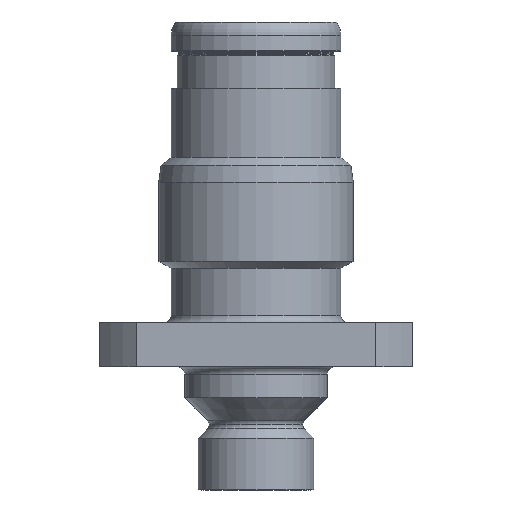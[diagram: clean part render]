
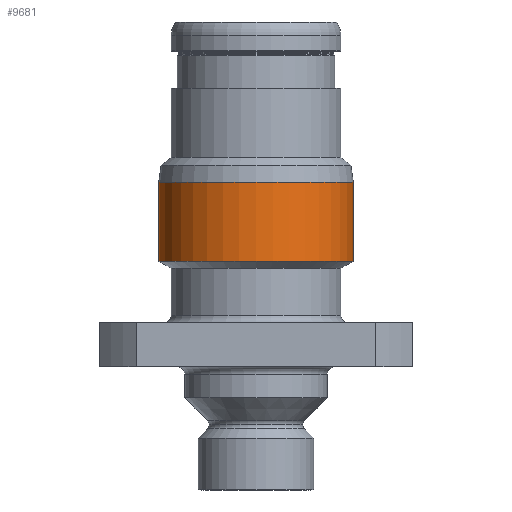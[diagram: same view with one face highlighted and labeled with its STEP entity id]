
A CAD part, front view. The second image highlights one B-rep face of the part: STEP entity #9681.
In plain terms, the highlighted cylindrical face has radius 3.95 mm (diameter 7.9 mm), a partial arc.
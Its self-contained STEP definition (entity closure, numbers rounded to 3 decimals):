
#94 = VERTEX_POINT ( 'NONE', #5292 ) ;
#289 = DIRECTION ( 'NONE',  ( 0., 0., 1. ) ) ;
#543 = EDGE_CURVE ( 'NONE', #9384, #9630, #4269, .T. ) ;
#830 = VERTEX_POINT ( 'NONE', #7324 ) ;
#957 = DIRECTION ( 'NONE',  ( 1., 0., 0. ) ) ;
#1409 = DIRECTION ( 'NONE',  ( 0., 0., 1. ) ) ;
#1647 = VECTOR ( 'NONE', #1409, 1000. ) ;
#1808 = EDGE_CURVE ( 'NONE', #94, #830, #5145, .T. ) ;
#2186 = CARTESIAN_POINT ( 'NONE',  ( 3.95, 0., -9.708 ) ) ;
#2632 = ORIENTED_EDGE ( 'NONE', *, *, #3260, .F. ) ;
#2759 = AXIS2_PLACEMENT_3D ( 'NONE', #7589, #6093, #957 ) ;
#3260 = EDGE_CURVE ( 'NONE', #830, #9630, #4120, .T. ) ;
#3567 = ORIENTED_EDGE ( 'NONE', *, *, #8298, .T. ) ;
#3855 = AXIS2_PLACEMENT_3D ( 'NONE', #7553, #3907, #9159 ) ;
#3907 = DIRECTION ( 'NONE',  ( 0., 0., 1. ) ) ;
#3995 = ORIENTED_EDGE ( 'NONE', *, *, #543, .T. ) ;
#4120 = CIRCLE ( 'NONE', #7304, 3.95 ) ;
#4269 = LINE ( 'NONE', #9356, #6509 ) ;
#4790 = CARTESIAN_POINT ( 'NONE',  ( 0., 0., -6.5 ) ) ;
#4818 = FACE_OUTER_BOUND ( 'NONE', #7301, .T. ) ;
#5145 = LINE ( 'NONE', #5790, #1647 ) ;
#5292 = CARTESIAN_POINT ( 'NONE',  ( -3.95, 0., -9.708 ) ) ;
#5368 = CARTESIAN_POINT ( 'NONE',  ( 3.95, 0., -6.5 ) ) ;
#5638 = CYLINDRICAL_SURFACE ( 'NONE', #2759, 3.95 ) ;
#5790 = CARTESIAN_POINT ( 'NONE',  ( -3.95, 0., 1.82 ) ) ;
#5934 = ORIENTED_EDGE ( 'NONE', *, *, #1808, .F. ) ;
#6093 = DIRECTION ( 'NONE',  ( 0., 0., 1. ) ) ;
#6509 = VECTOR ( 'NONE', #289, 1000. ) ;
#7301 = EDGE_LOOP ( 'NONE', ( #5934, #3567, #3995, #2632 ) ) ;
#7304 = AXIS2_PLACEMENT_3D ( 'NONE', #4790, #9300, #7891 ) ;
#7324 = CARTESIAN_POINT ( 'NONE',  ( -3.95, 0., -6.5 ) ) ;
#7436 = CIRCLE ( 'NONE', #3855, 3.95 ) ;
#7553 = CARTESIAN_POINT ( 'NONE',  ( 0., 0., -9.708 ) ) ;
#7589 = CARTESIAN_POINT ( 'NONE',  ( 0., 0., 1.82 ) ) ;
#7891 = DIRECTION ( 'NONE',  ( 1., 0., 0. ) ) ;
#8298 = EDGE_CURVE ( 'NONE', #94, #9384, #7436, .T. ) ;
#9159 = DIRECTION ( 'NONE',  ( 1., 0., 0. ) ) ;
#9300 = DIRECTION ( 'NONE',  ( 0., 0., 1. ) ) ;
#9356 = CARTESIAN_POINT ( 'NONE',  ( 3.95, 0., 1.82 ) ) ;
#9384 = VERTEX_POINT ( 'NONE', #2186 ) ;
#9630 = VERTEX_POINT ( 'NONE', #5368 ) ;
#9681 = ADVANCED_FACE ( 'NONE', ( #4818 ), #5638, .T. ) ;
